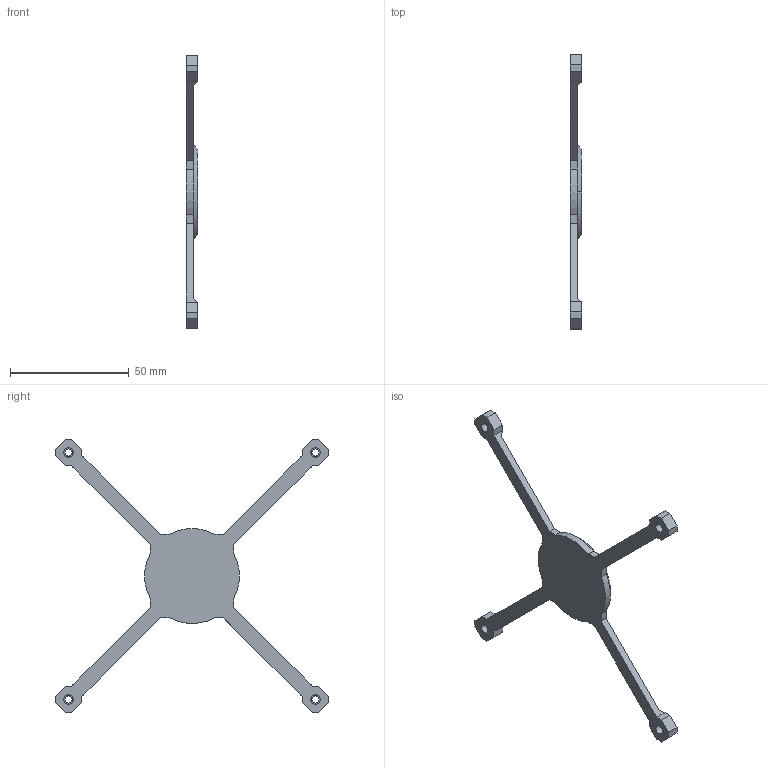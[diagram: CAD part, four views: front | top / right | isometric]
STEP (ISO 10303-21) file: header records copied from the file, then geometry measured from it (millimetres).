
FILE_DESCRIPTION(('FreeCAD Model'),'2;1');
FILE_NAME('1_white_grill_inside.stp','2021-01-19T21:38:49',('Author'),(''), 'Open CASCADE STEP processor 7.3','FreeCAD','Unknown');
FILE_SCHEMA(('AUTOMOTIVE_DESIGN { 1 0 10303 214 1 1 1 1 }'));
Length unit declared in the file: millimetre
Products named in the file (1): white_cooler_protector
Bounding box: 5 x 115.31 x 115.31 mm (x, y, z)
Volume: 11282.7 mm3; surface area: 7965.2 mm2
Topology: 1 solids, 1 shells, 84 faces, 219 edges, 141 vertices
Faces by surface type: bspline 62, revolution 22
Entity records: 6057 total; most frequent: CARTESIAN_POINT 2522, ORIENTED_EDGE 438, PCURVE 438, DEFINITIONAL_REPRESENTATION 438, B_SPLINE_CURVE_WITH_KNOTS 438, DIRECTION 314, EDGE_CURVE 219, SURFACE_CURVE 219
